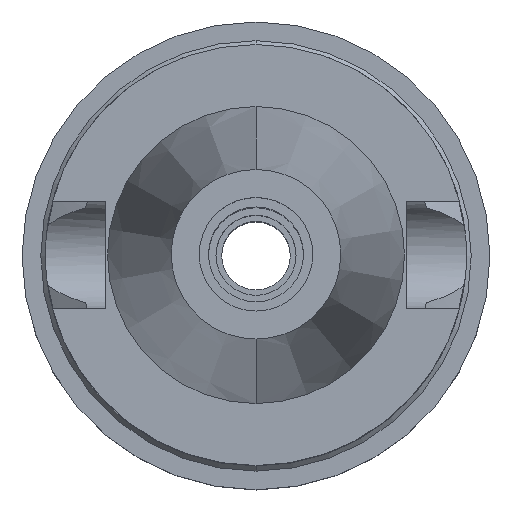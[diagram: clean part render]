
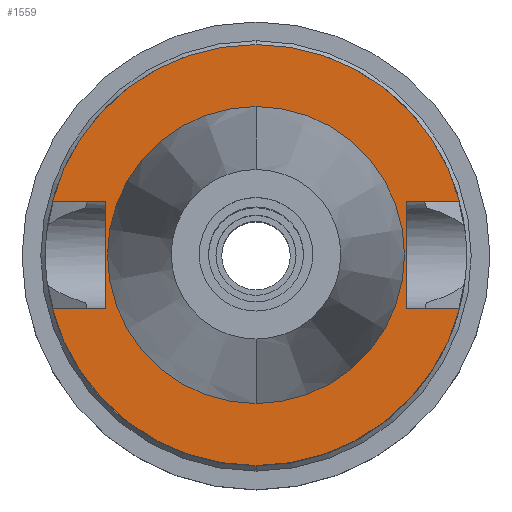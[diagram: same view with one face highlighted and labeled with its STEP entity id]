
A CAD part, top view. The second image highlights one B-rep face of the part: STEP entity #1559.
In plain terms, the highlighted planar face has unit normal (0, 0, 1).
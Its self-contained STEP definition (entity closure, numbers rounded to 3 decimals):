
#94=DIRECTION('',(0.,1.,0.));
#95=VECTOR('',#94,16.1);
#96=CARTESIAN_POINT('',(-22.5,-8.05,-1.));
#97=LINE('',#96,#95);
#101=DIRECTION('',(-1.,0.,0.));
#102=VECTOR('',#101,7.954);
#103=CARTESIAN_POINT('',(-22.5,8.05,-1.));
#104=LINE('',#103,#102);
#108=CARTESIAN_POINT('',(0.,0.,-1.));
#109=DIRECTION('',(0.,0.,-1.));
#110=DIRECTION('',(-0.967,0.256,0.));
#111=AXIS2_PLACEMENT_3D('',#108,#109,#110);
#116=CARTESIAN_POINT('',(0.,0.,-1.));
#117=DIRECTION('',(0.,0.,-1.));
#118=DIRECTION('',(0.,1.,0.));
#119=AXIS2_PLACEMENT_3D('',#116,#117,#118);
#124=DIRECTION('',(0.,-1.,0.));
#125=VECTOR('',#124,16.1);
#126=CARTESIAN_POINT('',(22.5,8.05,-1.));
#127=LINE('',#126,#125);
#131=DIRECTION('',(1.,0.,0.));
#132=VECTOR('',#131,7.954);
#133=CARTESIAN_POINT('',(22.5,-8.05,-1.));
#134=LINE('',#133,#132);
#138=CARTESIAN_POINT('',(0.,0.,-1.));
#139=DIRECTION('',(0.,0.,-1.));
#140=DIRECTION('',(0.967,-0.256,0.));
#141=AXIS2_PLACEMENT_3D('',#138,#139,#140);
#146=CARTESIAN_POINT('',(0.,0.,-1.));
#147=DIRECTION('',(0.,0.,-1.));
#148=DIRECTION('',(0.,-1.,0.));
#149=AXIS2_PLACEMENT_3D('',#146,#147,#148);
#154=CARTESIAN_POINT('',(0.,0.,-1.));
#155=DIRECTION('',(0.,0.,1.));
#156=DIRECTION('',(0.,-1.,0.));
#157=AXIS2_PLACEMENT_3D('',#154,#155,#156);
#162=CARTESIAN_POINT('',(0.,0.,-1.));
#163=DIRECTION('',(0.,0.,1.));
#164=DIRECTION('',(0.,1.,0.));
#165=AXIS2_PLACEMENT_3D('',#162,#163,#164);
#200=DIRECTION('',(-1.,0.,0.));
#201=VECTOR('',#200,7.954);
#202=CARTESIAN_POINT('',(-22.5,-8.05,-1.));
#203=LINE('',#202,#201);
#337=DIRECTION('',(1.,0.,0.));
#338=VECTOR('',#337,7.954);
#339=CARTESIAN_POINT('',(22.5,8.05,-1.));
#340=LINE('',#339,#338);
#1400=CARTESIAN_POINT('',(-22.5,-8.05,-1.));
#1401=VERTEX_POINT('',#1400);
#1402=CARTESIAN_POINT('',(-30.454,-8.05,-1.));
#1403=VERTEX_POINT('',#1402);
#1406=CARTESIAN_POINT('',(-22.5,8.05,-1.));
#1407=VERTEX_POINT('',#1406);
#1408=CARTESIAN_POINT('',(-30.454,8.05,-1.));
#1409=VERTEX_POINT('',#1408);
#1410=CARTESIAN_POINT('',(0.,31.5,-1.));
#1411=CARTESIAN_POINT('',(30.454,8.05,-1.));
#1412=VERTEX_POINT('',#1410);
#1413=VERTEX_POINT('',#1411);
#1414=CARTESIAN_POINT('',(22.5,8.05,-1.));
#1415=VERTEX_POINT('',#1414);
#1416=CARTESIAN_POINT('',(22.5,-8.05,-1.));
#1417=VERTEX_POINT('',#1416);
#1418=CARTESIAN_POINT('',(30.454,-8.05,-1.));
#1419=VERTEX_POINT('',#1418);
#1420=CARTESIAN_POINT('',(0.,-31.5,-1.));
#1421=VERTEX_POINT('',#1420);
#1422=CARTESIAN_POINT('',(0.,-22.225,-1.));
#1423=CARTESIAN_POINT('',(0.,22.225,-1.));
#1424=VERTEX_POINT('',#1422);
#1425=VERTEX_POINT('',#1423);
#1528=CARTESIAN_POINT('',(0.,0.,-1.));
#1529=DIRECTION('',(0.,0.,-1.));
#1530=DIRECTION('',(0.,-1.,0.));
#1531=AXIS2_PLACEMENT_3D('',#1528,#1529,#1530);
#1532=PLANE('',#1531);
#1534=ORIENTED_EDGE('',*,*,#1533,.T.);
#1536=ORIENTED_EDGE('',*,*,#1535,.T.);
#1538=ORIENTED_EDGE('',*,*,#1537,.T.);
#1540=ORIENTED_EDGE('',*,*,#1539,.T.);
#1542=ORIENTED_EDGE('',*,*,#1541,.F.);
#1544=ORIENTED_EDGE('',*,*,#1543,.T.);
#1546=ORIENTED_EDGE('',*,*,#1545,.T.);
#1548=ORIENTED_EDGE('',*,*,#1547,.T.);
#1550=ORIENTED_EDGE('',*,*,#1549,.T.);
#1552=ORIENTED_EDGE('',*,*,#1551,.F.);
#1553=EDGE_LOOP('',(#1534,#1536,#1538,#1540,#1542,#1544,#1546,#1548,#1550,
#1552));
#1554=FACE_OUTER_BOUND('',#1553,.F.);
#1555=ORIENTED_EDGE('',*,*,#1507,.T.);
#1556=ORIENTED_EDGE('',*,*,#1523,.T.);
#1557=EDGE_LOOP('',(#1555,#1556));
#1558=FACE_BOUND('',#1557,.F.);
#112=CIRCLE('',#111,31.5);
#120=CIRCLE('',#119,31.5);
#142=CIRCLE('',#141,31.5);
#150=CIRCLE('',#149,31.5);
#158=CIRCLE('',#157,22.225);
#166=CIRCLE('',#165,22.225);
#1507=EDGE_CURVE('',#1424,#1425,#158,.T.);
#1523=EDGE_CURVE('',#1425,#1424,#166,.T.);
#1533=EDGE_CURVE('',#1401,#1407,#97,.T.);
#1535=EDGE_CURVE('',#1407,#1409,#104,.T.);
#1537=EDGE_CURVE('',#1409,#1412,#112,.T.);
#1539=EDGE_CURVE('',#1412,#1413,#120,.T.);
#1541=EDGE_CURVE('',#1415,#1413,#340,.T.);
#1543=EDGE_CURVE('',#1415,#1417,#127,.T.);
#1545=EDGE_CURVE('',#1417,#1419,#134,.T.);
#1547=EDGE_CURVE('',#1419,#1421,#142,.T.);
#1549=EDGE_CURVE('',#1421,#1403,#150,.T.);
#1551=EDGE_CURVE('',#1401,#1403,#203,.T.);
#1559=ADVANCED_FACE('',(#1554,#1558),#1532,.F.);
